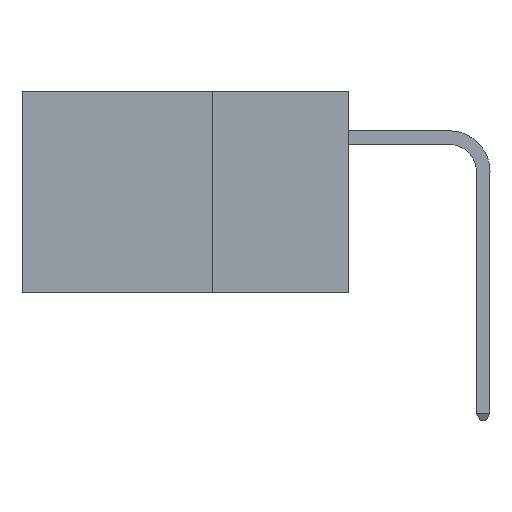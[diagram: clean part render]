
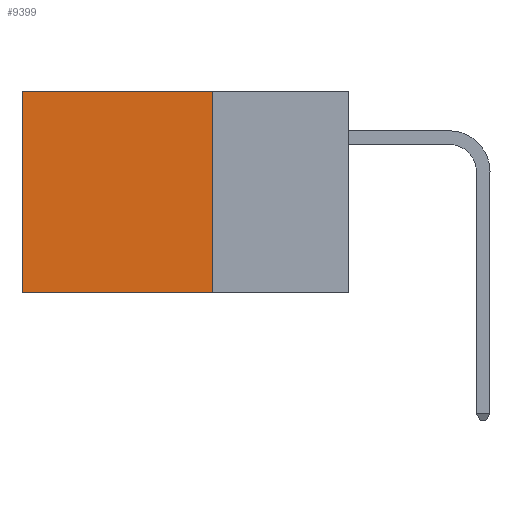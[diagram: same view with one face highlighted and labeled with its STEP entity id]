
A CAD part, left-side view. The second image highlights one B-rep face of the part: STEP entity #9399.
In plain terms, the highlighted planar face has unit normal (-1, 0, 0).
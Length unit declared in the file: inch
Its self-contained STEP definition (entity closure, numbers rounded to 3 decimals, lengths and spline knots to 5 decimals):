
#166 = LINE ( 'NONE', #23289, #6110 ) ;
#544 = CARTESIAN_POINT ( 'NONE',  ( 0.2875, 0.6, 0. ) ) ;
#2002 = CARTESIAN_POINT ( 'NONE',  ( 0.2875, 0.25, 0. ) ) ;
#2193 = EDGE_CURVE ( 'NONE', #26238, #30101, #29716, .T. ) ;
#2698 = LINE ( 'NONE', #19383, #16146 ) ;
#4254 = VECTOR ( 'NONE', #18185, 39.37008 ) ;
#4332 = DIRECTION ( 'NONE',  ( 0., 1., 0. ) ) ;
#5665 = ORIENTED_EDGE ( 'NONE', *, *, #7462, .T. ) ;
#6110 = VECTOR ( 'NONE', #25749, 39.37008 ) ;
#7034 = CARTESIAN_POINT ( 'NONE',  ( 0.2875, 0.6, 0. ) ) ;
#7101 = PLANE ( 'NONE',  #11959 ) ;
#7462 = EDGE_CURVE ( 'NONE', #26238, #23262, #2698, .T. ) ;
#7847 = EDGE_CURVE ( 'NONE', #23262, #15840, #30691, .T. ) ;
#9399 = ADVANCED_FACE ( 'NONE', ( #21842 ), #7101, .F. ) ;
#9632 = DIRECTION ( 'NONE',  ( 1., 0., 0. ) ) ;
#9974 = VECTOR ( 'NONE', #12948, 39.37008 ) ;
#10435 = EDGE_LOOP ( 'NONE', ( #16550, #30807, #32074, #5665 ) ) ;
#11959 = AXIS2_PLACEMENT_3D ( 'NONE', #2002, #9632, #27004 ) ;
#12948 = DIRECTION ( 'NONE',  ( 0., 0., -1. ) ) ;
#13947 = CARTESIAN_POINT ( 'NONE',  ( 0.2875, 0.6, -0.37 ) ) ;
#15840 = VERTEX_POINT ( 'NONE', #13947 ) ;
#16146 = VECTOR ( 'NONE', #4332, 39.37008 ) ;
#16550 = ORIENTED_EDGE ( 'NONE', *, *, #7847, .T. ) ;
#17397 = CARTESIAN_POINT ( 'NONE',  ( 0.2875, 0.25, -0.37 ) ) ;
#17877 = CARTESIAN_POINT ( 'NONE',  ( 0.2875, 0.25, 0. ) ) ;
#18185 = DIRECTION ( 'NONE',  ( 0., 0., -1. ) ) ;
#19383 = CARTESIAN_POINT ( 'NONE',  ( 0.2875, 0.25, 0. ) ) ;
#21842 = FACE_OUTER_BOUND ( 'NONE', #10435, .T. ) ;
#23262 = VERTEX_POINT ( 'NONE', #7034 ) ;
#23289 = CARTESIAN_POINT ( 'NONE',  ( 0.2875, 0.25, -0.37 ) ) ;
#23599 = EDGE_CURVE ( 'NONE', #30101, #15840, #166, .T. ) ;
#25278 = CARTESIAN_POINT ( 'NONE',  ( 0.2875, 0.25, 0. ) ) ;
#25749 = DIRECTION ( 'NONE',  ( 0., 1., 0. ) ) ;
#26238 = VERTEX_POINT ( 'NONE', #17877 ) ;
#27004 = DIRECTION ( 'NONE',  ( 0., 0., -1. ) ) ;
#29716 = LINE ( 'NONE', #25278, #9974 ) ;
#30101 = VERTEX_POINT ( 'NONE', #17397 ) ;
#30691 = LINE ( 'NONE', #544, #4254 ) ;
#30807 = ORIENTED_EDGE ( 'NONE', *, *, #23599, .F. ) ;
#32074 = ORIENTED_EDGE ( 'NONE', *, *, #2193, .F. ) ;
